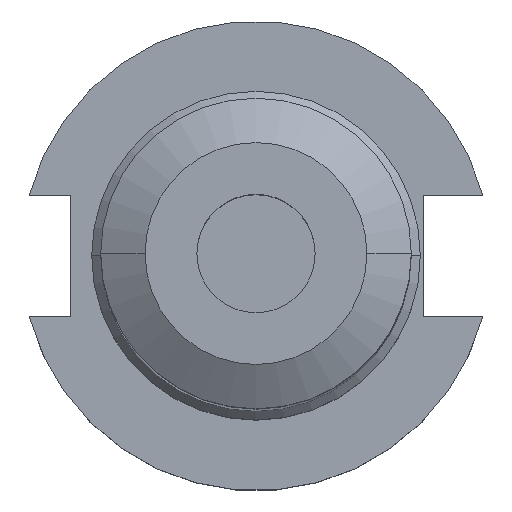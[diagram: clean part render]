
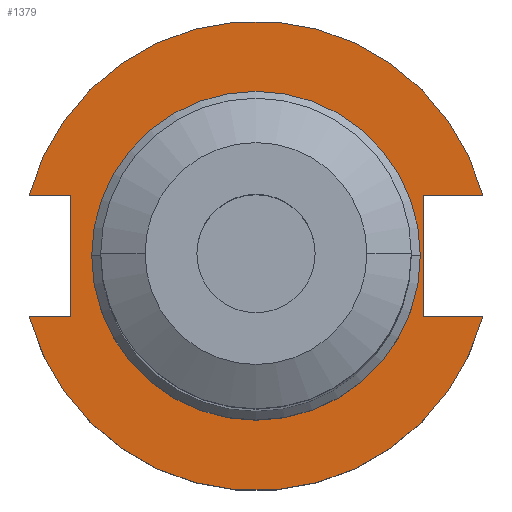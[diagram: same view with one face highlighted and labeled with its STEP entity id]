
A CAD part, top view. The second image highlights one B-rep face of the part: STEP entity #1379.
In plain terms, the highlighted planar face has unit normal (0, 0, 1).
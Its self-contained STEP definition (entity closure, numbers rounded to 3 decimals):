
#47 = VECTOR ( 'NONE', #1165, 1000. ) ;
#84 = DIRECTION ( 'NONE',  ( 0., 0., -1. ) ) ;
#119 = ORIENTED_EDGE ( 'NONE', *, *, #1227, .T. ) ;
#141 = VECTOR ( 'NONE', #552, 1000. ) ;
#145 = CARTESIAN_POINT ( 'NONE',  ( -25.091, 8.191, 19.05 ) ) ;
#157 = CARTESIAN_POINT ( 'NONE',  ( -25.091, 8.191, 19.05 ) ) ;
#180 = CARTESIAN_POINT ( 'NONE',  ( -30.675, -8.191, 19.05 ) ) ;
#190 = VERTEX_POINT ( 'NONE', #472 ) ;
#203 = DIRECTION ( 'NONE',  ( 0., 0., 1. ) ) ;
#206 = EDGE_LOOP ( 'NONE', ( #1055, #555, #1383, #664, #1080, #1240, #253, #119 ) ) ;
#222 = DIRECTION ( 'NONE',  ( 1., 0., 0. ) ) ;
#228 = VERTEX_POINT ( 'NONE', #1048 ) ;
#233 = PLANE ( 'NONE',  #1181 ) ;
#253 = ORIENTED_EDGE ( 'NONE', *, *, #651, .T. ) ;
#273 = LINE ( 'NONE', #157, #1689 ) ;
#291 = CARTESIAN_POINT ( 'NONE',  ( 22.606, 8.191, 19.05 ) ) ;
#294 = CARTESIAN_POINT ( 'NONE',  ( 22.606, -8.191, 19.05 ) ) ;
#312 = LINE ( 'NONE', #1727, #682 ) ;
#335 = CARTESIAN_POINT ( 'NONE',  ( 0., 8.191, 19.05 ) ) ;
#368 = ORIENTED_EDGE ( 'NONE', *, *, #1603, .F. ) ;
#369 = CARTESIAN_POINT ( 'NONE',  ( 30.675, -8.191, 19.05 ) ) ;
#419 = LINE ( 'NONE', #335, #47 ) ;
#423 = CARTESIAN_POINT ( 'NONE',  ( -30.675, 8.191, 19.05 ) ) ;
#425 = EDGE_CURVE ( 'NONE', #815, #228, #273, .T. ) ;
#441 = DIRECTION ( 'NONE',  ( 0., -1., 0. ) ) ;
#444 = CARTESIAN_POINT ( 'NONE',  ( 0., 0., 19.05 ) ) ;
#472 = CARTESIAN_POINT ( 'NONE',  ( 22.225, 0., 19.05 ) ) ;
#502 = CIRCLE ( 'NONE', #678, 22.225 ) ;
#506 = CARTESIAN_POINT ( 'NONE',  ( 0., 0., 19.05 ) ) ;
#521 = AXIS2_PLACEMENT_3D ( 'NONE', #506, #203, #786 ) ;
#524 = CARTESIAN_POINT ( 'NONE',  ( 30.675, 8.191, 19.05 ) ) ;
#537 = VERTEX_POINT ( 'NONE', #291 ) ;
#550 = AXIS2_PLACEMENT_3D ( 'NONE', #1083, #1193, #874 ) ;
#552 = DIRECTION ( 'NONE',  ( 1., 0., 0. ) ) ;
#555 = ORIENTED_EDGE ( 'NONE', *, *, #997, .F. ) ;
#574 = VECTOR ( 'NONE', #1012, 1000. ) ;
#645 = CIRCLE ( 'NONE', #1275, 31.75 ) ;
#651 = EDGE_CURVE ( 'NONE', #942, #708, #645, .T. ) ;
#664 = ORIENTED_EDGE ( 'NONE', *, *, #1661, .F. ) ;
#678 = AXIS2_PLACEMENT_3D ( 'NONE', #737, #937, #222 ) ;
#682 = VECTOR ( 'NONE', #1491, 1000. ) ;
#708 = VERTEX_POINT ( 'NONE', #423 ) ;
#710 = DIRECTION ( 'NONE',  ( 0., 0., 1. ) ) ;
#737 = CARTESIAN_POINT ( 'NONE',  ( 0., 0., 19.05 ) ) ;
#769 = VERTEX_POINT ( 'NONE', #180 ) ;
#784 = CARTESIAN_POINT ( 'NONE',  ( -22.225, 0., 19.05 ) ) ;
#786 = DIRECTION ( 'NONE',  ( 1., 0., 0. ) ) ;
#815 = VERTEX_POINT ( 'NONE', #145 ) ;
#853 = LINE ( 'NONE', #1609, #141 ) ;
#868 = CARTESIAN_POINT ( 'NONE',  ( 22.606, 22.225, 19.05 ) ) ;
#874 = DIRECTION ( 'NONE',  ( 1., 0., 0. ) ) ;
#923 = DIRECTION ( 'NONE',  ( 1., 0., 0. ) ) ;
#937 = DIRECTION ( 'NONE',  ( 0., 0., 1. ) ) ;
#942 = VERTEX_POINT ( 'NONE', #524 ) ;
#971 = EDGE_CURVE ( 'NONE', #1087, #537, #1650, .T. ) ;
#997 = EDGE_CURVE ( 'NONE', #769, #228, #853, .T. ) ;
#1012 = DIRECTION ( 'NONE',  ( 0., 1., 0. ) ) ;
#1037 = EDGE_LOOP ( 'NONE', ( #1822, #368 ) ) ;
#1048 = CARTESIAN_POINT ( 'NONE',  ( -25.091, -8.191, 19.05 ) ) ;
#1055 = ORIENTED_EDGE ( 'NONE', *, *, #425, .T. ) ;
#1069 = EDGE_CURVE ( 'NONE', #769, #1118, #1145, .T. ) ;
#1073 = CARTESIAN_POINT ( 'NONE',  ( 0., 22.225, 19.05 ) ) ;
#1080 = ORIENTED_EDGE ( 'NONE', *, *, #971, .T. ) ;
#1083 = CARTESIAN_POINT ( 'NONE',  ( 0., 0., 19.05 ) ) ;
#1087 = VERTEX_POINT ( 'NONE', #294 ) ;
#1091 = DIRECTION ( 'NONE',  ( 1., 0., 0. ) ) ;
#1094 = DIRECTION ( 'NONE',  ( -1., 0., 0. ) ) ;
#1118 = VERTEX_POINT ( 'NONE', #369 ) ;
#1145 = CIRCLE ( 'NONE', #550, 31.75 ) ;
#1165 = DIRECTION ( 'NONE',  ( -1., 0., 0. ) ) ;
#1181 = AXIS2_PLACEMENT_3D ( 'NONE', #1073, #84, #1094 ) ;
#1193 = DIRECTION ( 'NONE',  ( 0., 0., 1. ) ) ;
#1217 = VERTEX_POINT ( 'NONE', #784 ) ;
#1227 = EDGE_CURVE ( 'NONE', #708, #815, #1302, .T. ) ;
#1240 = ORIENTED_EDGE ( 'NONE', *, *, #1814, .F. ) ;
#1275 = AXIS2_PLACEMENT_3D ( 'NONE', #444, #710, #1091 ) ;
#1284 = EDGE_CURVE ( 'NONE', #190, #1217, #1532, .T. ) ;
#1302 = LINE ( 'NONE', #1828, #1629 ) ;
#1379 = ADVANCED_FACE ( 'NONE', ( #1735, #1780 ), #233, .F. ) ;
#1383 = ORIENTED_EDGE ( 'NONE', *, *, #1069, .T. ) ;
#1491 = DIRECTION ( 'NONE',  ( 1., 0., 0. ) ) ;
#1532 = CIRCLE ( 'NONE', #521, 22.225 ) ;
#1603 = EDGE_CURVE ( 'NONE', #1217, #190, #502, .T. ) ;
#1609 = CARTESIAN_POINT ( 'NONE',  ( -61.091, -8.191, 19.05 ) ) ;
#1629 = VECTOR ( 'NONE', #923, 1000. ) ;
#1650 = LINE ( 'NONE', #868, #574 ) ;
#1661 = EDGE_CURVE ( 'NONE', #1087, #1118, #312, .T. ) ;
#1689 = VECTOR ( 'NONE', #441, 1000. ) ;
#1727 = CARTESIAN_POINT ( 'NONE',  ( 0., -8.191, 19.05 ) ) ;
#1735 = FACE_BOUND ( 'NONE', #1037, .T. ) ;
#1780 = FACE_OUTER_BOUND ( 'NONE', #206, .T. ) ;
#1814 = EDGE_CURVE ( 'NONE', #942, #537, #419, .T. ) ;
#1822 = ORIENTED_EDGE ( 'NONE', *, *, #1284, .F. ) ;
#1828 = CARTESIAN_POINT ( 'NONE',  ( -61.091, 8.191, 19.05 ) ) ;
